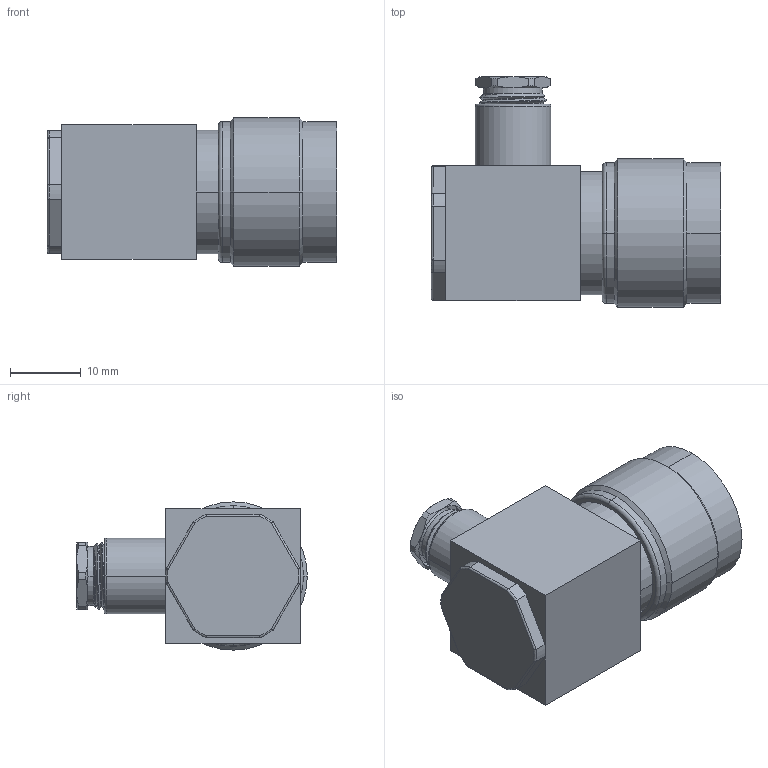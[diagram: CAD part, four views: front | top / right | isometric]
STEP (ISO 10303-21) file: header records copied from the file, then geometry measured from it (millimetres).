
FILE_DESCRIPTION((''),'2;1');
FILE_NAME('000-18750_SW0002','2013-12-20T',('KARTHIK R'),(''),'PRO/ENGINEER BY PARAMETRIC TECHNOLOGY CORPORATION, 2010100','PRO/ENGINEER BY PARAMETRIC TECHNOLOGY CORPORATION, 2010100','');
FILE_SCHEMA(('CONFIG_CONTROL_DESIGN'));
Length unit declared in the file: millimetre
Products named in the file (1): 000-18750_SW0002
Bounding box: 40.96 x 32.65 x 21.01 mm (x, y, z)
Surface area: 6857.1 mm2 (no closed solid volume)
Topology: 0 solids, 23 shells, 168 faces, 479 edges, 318 vertices
Faces by surface type: cylinder 83, plane 37, cone 28, torus 14, bspline 6
Entity records: 8651 total; most frequent: CARTESIAN_POINT 4395, DIRECTION 907, ORIENTED_EDGE 783, EDGE_CURVE 479, AXIS2_PLACEMENT_3D 368, VERTEX_POINT 318, CIRCLE 206, EDGE_LOOP 179
